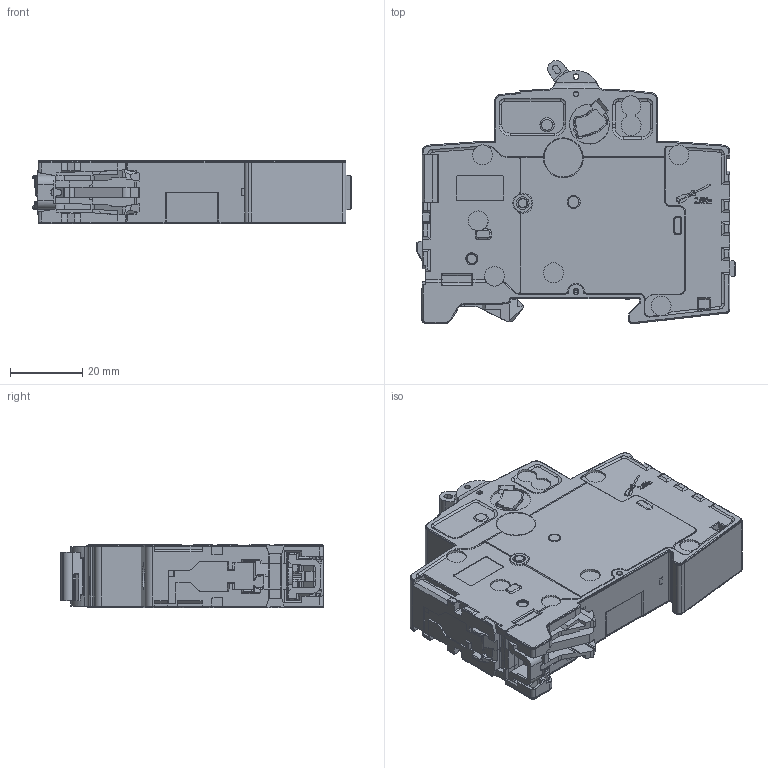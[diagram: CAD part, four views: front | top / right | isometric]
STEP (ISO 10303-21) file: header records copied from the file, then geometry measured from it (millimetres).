
FILE_DESCRIPTION((''),'2;1');
FILE_NAME('2CDS271604_SW0001','2013-09-06T',('DEX212668'),(''),'PRO/ENGINEER BY PARAMETRIC TECHNOLOGY CORPORATION, 2011310','PRO/ENGINEER BY PARAMETRIC TECHNOLOGY CORPORATION, 2011310','');
FILE_SCHEMA(('AUTOMOTIVE_DESIGN_CC2 { 1 2 10303 214 -1 1 5 2 }'));
Products named in the file (1): 2CDS271604_SW0001
Bounding box: 88 x 72.56 x 17.6 mm (x, y, z)
Volume: 76237.4 mm3; surface area: 17551.4 mm2
Topology: 1 solids, 1 shells, 2084 faces, 5600 edges, 3556 vertices
Faces by surface type: plane 1035, cylinder 659, torus 132, bspline 129, cone 102, sphere 26, extrusion 1
Entity records: 88416 total; most frequent: CARTESIAN_POINT 22181, ORIENTED_EDGE 11192, DIRECTION 10256, EDGE_CURVE 5596, VERTEX_POINT 3556, VECTOR 3534, LINE 3533, AXIS2_PLACEMENT_3D 3361
